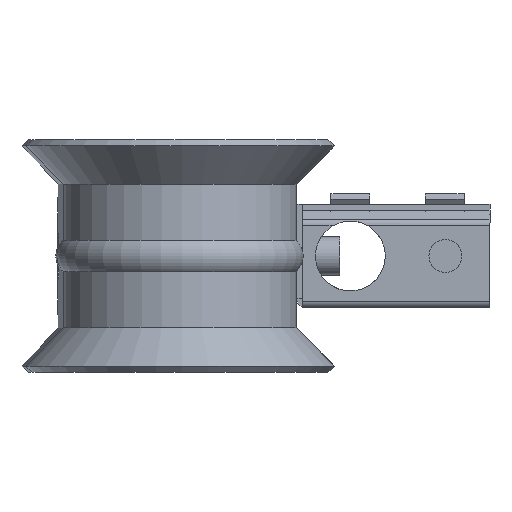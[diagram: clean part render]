
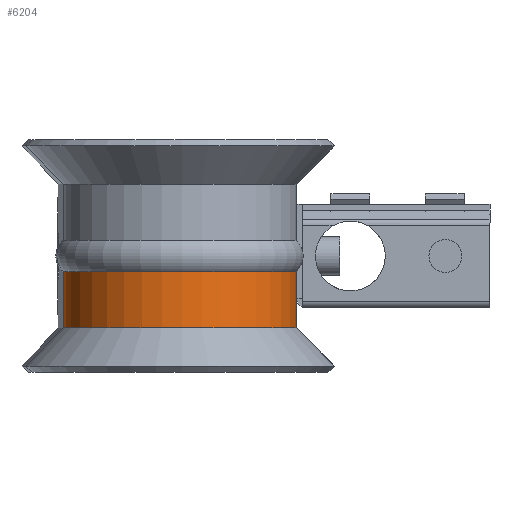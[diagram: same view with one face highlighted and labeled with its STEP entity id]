
A CAD part, front view. The second image highlights one B-rep face of the part: STEP entity #6204.
In plain terms, the highlighted cylindrical face has radius 18.05 mm (diameter 36.1 mm), a partial arc.
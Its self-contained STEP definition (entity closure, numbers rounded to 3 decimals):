
#123 = CARTESIAN_POINT ( 'NONE',  ( -18.05, -89.25, -2.4 ) ) ;
#490 = VECTOR ( 'NONE', #2515, 1000. ) ;
#628 = DIRECTION ( 'NONE',  ( 0., 0., -1. ) ) ;
#650 = CIRCLE ( 'NONE', #937, 18.05 ) ;
#684 = EDGE_CURVE ( 'NONE', #2875, #1308, #1961, .T. ) ;
#937 = AXIS2_PLACEMENT_3D ( 'NONE', #1660, #9109, #979 ) ;
#979 = DIRECTION ( 'NONE',  ( -1., 0., 0. ) ) ;
#1081 = DIRECTION ( 'NONE',  ( 0., 0., -1. ) ) ;
#1308 = VERTEX_POINT ( 'NONE', #5192 ) ;
#1660 = CARTESIAN_POINT ( 'NONE',  ( -18.05, -89.25, -11.1 ) ) ;
#1821 = CARTESIAN_POINT ( 'NONE',  ( 0., -89.25, -11.1 ) ) ;
#1961 = LINE ( 'NONE', #6100, #4978 ) ;
#2025 = CARTESIAN_POINT ( 'NONE',  ( -18.05, -89.25, 0. ) ) ;
#2072 = EDGE_CURVE ( 'NONE', #3824, #2875, #8098, .T. ) ;
#2515 = DIRECTION ( 'NONE',  ( 0., 0., -1. ) ) ;
#2745 = EDGE_LOOP ( 'NONE', ( #5446, #3676, #7884, #7413 ) ) ;
#2763 = CARTESIAN_POINT ( 'NONE',  ( -36.092, -89.77, -2.4 ) ) ;
#2875 = VERTEX_POINT ( 'NONE', #2763 ) ;
#3471 = DIRECTION ( 'NONE',  ( -1., 0., 0. ) ) ;
#3494 = VERTEX_POINT ( 'NONE', #7573 ) ;
#3676 = ORIENTED_EDGE ( 'NONE', *, *, #684, .T. ) ;
#3824 = VERTEX_POINT ( 'NONE', #4813 ) ;
#3871 = LINE ( 'NONE', #1821, #490 ) ;
#4020 = DIRECTION ( 'NONE',  ( -1., 0., 0. ) ) ;
#4161 = EDGE_CURVE ( 'NONE', #3824, #3494, #3871, .T. ) ;
#4464 = EDGE_CURVE ( 'NONE', #3494, #1308, #650, .T. ) ;
#4813 = CARTESIAN_POINT ( 'NONE',  ( 0., -89.25, -2.4 ) ) ;
#4978 = VECTOR ( 'NONE', #1081, 1000. ) ;
#5192 = CARTESIAN_POINT ( 'NONE',  ( -36.092, -89.77, -11.1 ) ) ;
#5446 = ORIENTED_EDGE ( 'NONE', *, *, #2072, .T. ) ;
#6100 = CARTESIAN_POINT ( 'NONE',  ( -36.092, -89.77, -11.1 ) ) ;
#6204 = ADVANCED_FACE ( 'NONE', ( #7703 ), #8437, .T. ) ;
#7413 = ORIENTED_EDGE ( 'NONE', *, *, #4161, .F. ) ;
#7573 = CARTESIAN_POINT ( 'NONE',  ( 0., -89.25, -11.1 ) ) ;
#7653 = DIRECTION ( 'NONE',  ( 0., 0., -1. ) ) ;
#7703 = FACE_OUTER_BOUND ( 'NONE', #2745, .T. ) ;
#7884 = ORIENTED_EDGE ( 'NONE', *, *, #4464, .F. ) ;
#8098 = CIRCLE ( 'NONE', #8546, 18.05 ) ;
#8437 = CYLINDRICAL_SURFACE ( 'NONE', #9012, 18.05 ) ;
#8546 = AXIS2_PLACEMENT_3D ( 'NONE', #123, #628, #4020 ) ;
#9012 = AXIS2_PLACEMENT_3D ( 'NONE', #2025, #7653, #3471 ) ;
#9109 = DIRECTION ( 'NONE',  ( 0., 0., -1. ) ) ;
